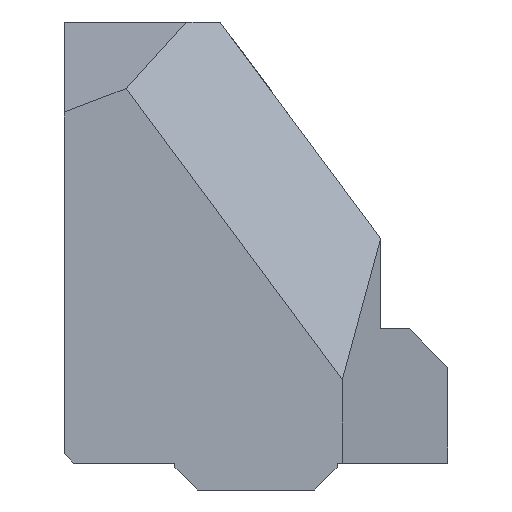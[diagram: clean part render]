
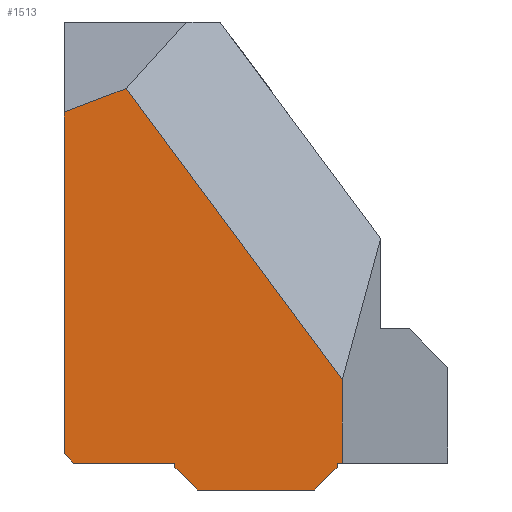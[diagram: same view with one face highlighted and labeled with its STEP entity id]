
A CAD part, left-side view. The second image highlights one B-rep face of the part: STEP entity #1513.
In plain terms, the highlighted planar face has unit normal (-1, 0, 0).
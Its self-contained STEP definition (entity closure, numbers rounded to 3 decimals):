
#118=FACE_OUTER_BOUND('',#208,.T.);
#208=EDGE_LOOP('',(#1224,#1225,#1226,#1227,#1228,#1229,#1230,#1231,#1232,
#1233,#1234,#1235));
#296=LINE('',#2192,#481);
#300=LINE('',#2199,#485);
#341=LINE('',#2375,#526);
#345=LINE('',#2382,#530);
#355=LINE('',#2406,#540);
#363=LINE('',#2421,#548);
#375=LINE('',#2442,#560);
#377=LINE('',#2446,#562);
#378=LINE('',#2448,#563);
#379=LINE('',#2450,#564);
#380=LINE('',#2452,#565);
#381=LINE('',#2453,#566);
#481=VECTOR('',#1795,10.);
#485=VECTOR('',#1801,10.);
#526=VECTOR('',#1876,10.);
#530=VECTOR('',#1882,10.);
#540=VECTOR('',#1900,10.);
#548=VECTOR('',#1912,10.);
#560=VECTOR('',#1932,10.);
#562=VECTOR('',#1936,10.);
#563=VECTOR('',#1937,10.);
#564=VECTOR('',#1938,10.);
#565=VECTOR('',#1939,10.);
#566=VECTOR('',#1940,10.);
#653=VERTEX_POINT('',#2189);
#654=VERTEX_POINT('',#2191);
#656=VERTEX_POINT('',#2197);
#697=VERTEX_POINT('',#2373);
#698=VERTEX_POINT('',#2374);
#710=VERTEX_POINT('',#2405);
#715=VERTEX_POINT('',#2420);
#720=VERTEX_POINT('',#2441);
#721=VERTEX_POINT('',#2445);
#722=VERTEX_POINT('',#2447);
#723=VERTEX_POINT('',#2449);
#724=VERTEX_POINT('',#2451);
#811=EDGE_CURVE('',#653,#654,#296,.T.);
#815=EDGE_CURVE('',#656,#653,#300,.T.);
#868=EDGE_CURVE('',#697,#698,#341,.T.);
#872=EDGE_CURVE('',#654,#698,#345,.T.);
#884=EDGE_CURVE('',#697,#710,#355,.T.);
#892=EDGE_CURVE('',#710,#715,#363,.T.);
#904=EDGE_CURVE('',#715,#720,#375,.T.);
#906=EDGE_CURVE('',#721,#656,#377,.T.);
#907=EDGE_CURVE('',#722,#721,#378,.T.);
#908=EDGE_CURVE('',#723,#722,#379,.T.);
#909=EDGE_CURVE('',#724,#723,#380,.T.);
#910=EDGE_CURVE('',#720,#724,#381,.T.);
#1224=ORIENTED_EDGE('',*,*,#811,.F.);
#1225=ORIENTED_EDGE('',*,*,#815,.F.);
#1226=ORIENTED_EDGE('',*,*,#906,.F.);
#1227=ORIENTED_EDGE('',*,*,#907,.F.);
#1228=ORIENTED_EDGE('',*,*,#908,.F.);
#1229=ORIENTED_EDGE('',*,*,#909,.F.);
#1230=ORIENTED_EDGE('',*,*,#910,.F.);
#1231=ORIENTED_EDGE('',*,*,#904,.F.);
#1232=ORIENTED_EDGE('',*,*,#892,.F.);
#1233=ORIENTED_EDGE('',*,*,#884,.F.);
#1234=ORIENTED_EDGE('',*,*,#868,.T.);
#1235=ORIENTED_EDGE('',*,*,#872,.F.);
#1433=PLANE('',#1629);
#1513=ADVANCED_FACE('',(#118),#1433,.T.);
#1629=AXIS2_PLACEMENT_3D('',#2444,#1934,#1935);
#1795=DIRECTION('',(0.,0.707,0.707));
#1801=DIRECTION('',(0.,1.,0.));
#1876=DIRECTION('',(0.,0.935,-0.354));
#1882=DIRECTION('',(0.,0.,1.));
#1900=DIRECTION('',(0.,-0.596,-0.803));
#1912=DIRECTION('',(0.,0.,-1.));
#1932=DIRECTION('',(0.,1.,0.));
#1934=DIRECTION('center_axis',(-1.,0.,0.));
#1935=DIRECTION('ref_axis',(0.,1.,0.));
#1936=DIRECTION('',(0.,0.,1.));
#1937=DIRECTION('',(0.,0.707,0.707));
#1938=DIRECTION('',(0.,1.,0.));
#1939=DIRECTION('',(0.,0.707,-0.707));
#1940=DIRECTION('',(0.,0.,-1.));
#2189=CARTESIAN_POINT('',(0.,19.5,-5.));
#2191=CARTESIAN_POINT('',(0.,20.,-4.5));
#2192=CARTESIAN_POINT('',(0.,16.,-8.5));
#2197=CARTESIAN_POINT('',(0.,14.225,-5.));
#2199=CARTESIAN_POINT('',(0.,0.,-5.));
#2373=CARTESIAN_POINT('',(0.,16.77,14.532));
#2374=CARTESIAN_POINT('',(0.,20.,13.308));
#2375=CARTESIAN_POINT('',(0.,9.677,17.22));
#2382=CARTESIAN_POINT('',(0.,20.,0.));
#2405=CARTESIAN_POINT('',(0.,5.5,-0.657));
#2406=CARTESIAN_POINT('',(0.,8.59,3.507));
#2420=CARTESIAN_POINT('',(0.,5.5,-5.));
#2421=CARTESIAN_POINT('',(0.,5.5,0.));
#2441=CARTESIAN_POINT('',(0.,5.775,-5.));
#2442=CARTESIAN_POINT('',(0.,0.,-5.));
#2444=CARTESIAN_POINT('Origin',(0.,0.,0.));
#2445=CARTESIAN_POINT('',(0.,14.225,-5.225));
#2446=CARTESIAN_POINT('',(0.,14.225,-5.35));
#2447=CARTESIAN_POINT('',(0.,13.05,-6.4));
#2448=CARTESIAN_POINT('',(0.,13.05,-6.4));
#2449=CARTESIAN_POINT('',(0.,6.95,-6.4));
#2450=CARTESIAN_POINT('',(0.,11.525,-6.4));
#2451=CARTESIAN_POINT('',(0.,5.775,-5.225));
#2452=CARTESIAN_POINT('',(0.,7.537,-6.988));
#2453=CARTESIAN_POINT('',(0.,5.775,-5.463));
